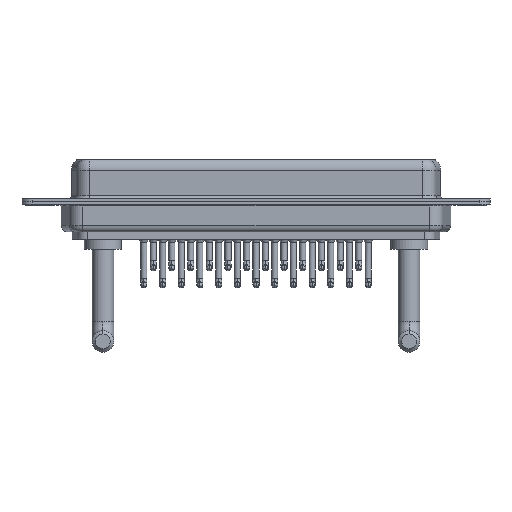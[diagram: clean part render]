
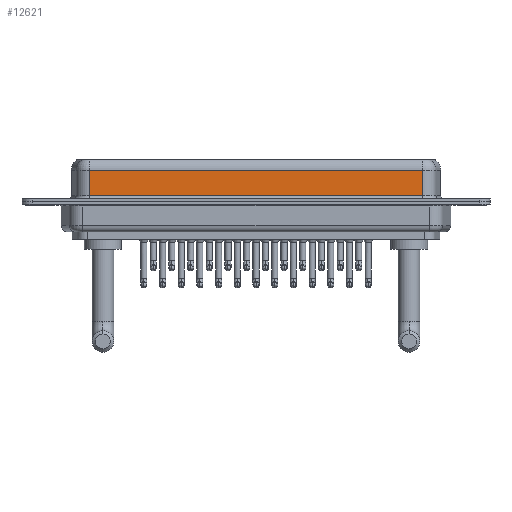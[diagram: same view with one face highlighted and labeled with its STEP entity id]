
A CAD part, front view. The second image highlights one B-rep face of the part: STEP entity #12621.
In plain terms, the highlighted planar face has unit normal (0, -1, 0).
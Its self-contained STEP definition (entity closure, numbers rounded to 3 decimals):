
#436 = EDGE_LOOP ( 'NONE', ( #21954, #13544, #18112, #9880 ) ) ;
#521 = DIRECTION ( 'NONE',  ( 0., 0., -1. ) ) ;
#1581 = DIRECTION ( 'NONE',  ( -1., 0., 0. ) ) ;
#2658 = DIRECTION ( 'NONE',  ( 0., 0., -1. ) ) ;
#3682 = VECTOR ( 'NONE', #2658, 1000. ) ;
#4257 = CARTESIAN_POINT ( 'NONE',  ( 56.462, -3.95, 0.9 ) ) ;
#4486 = EDGE_CURVE ( 'NONE', #22627, #14961, #20721, .T. ) ;
#4528 = CARTESIAN_POINT ( 'NONE',  ( 7.038, -3.95, 6.4 ) ) ;
#5275 = VECTOR ( 'NONE', #11286, 1000. ) ;
#5669 = LINE ( 'NONE', #20106, #11005 ) ;
#7375 = DIRECTION ( 'NONE',  ( 0., 1., 0. ) ) ;
#7653 = VERTEX_POINT ( 'NONE', #4257 ) ;
#7720 = CARTESIAN_POINT ( 'NONE',  ( 56.462, -3.95, 6.4 ) ) ;
#8946 = EDGE_CURVE ( 'NONE', #14961, #7653, #9431, .T. ) ;
#9431 = LINE ( 'NONE', #16971, #5275 ) ;
#9880 = ORIENTED_EDGE ( 'NONE', *, *, #8946, .T. ) ;
#11005 = VECTOR ( 'NONE', #521, 1000. ) ;
#11286 = DIRECTION ( 'NONE',  ( 1., 0., 0. ) ) ;
#11660 = CARTESIAN_POINT ( 'NONE',  ( 7.038, -3.95, 4.65 ) ) ;
#11903 = EDGE_CURVE ( 'NONE', #21627, #7653, #5669, .T. ) ;
#12213 = LINE ( 'NONE', #13832, #18341 ) ;
#12621 = ADVANCED_FACE ( 'NONE', ( #19942 ), #13071, .F. ) ;
#12851 = DIRECTION ( 'NONE',  ( 0., 0., 1. ) ) ;
#13071 = PLANE ( 'NONE',  #14761 ) ;
#13544 = ORIENTED_EDGE ( 'NONE', *, *, #20728, .T. ) ;
#13832 = CARTESIAN_POINT ( 'NONE',  ( 56.462, -3.95, 4.65 ) ) ;
#14761 = AXIS2_PLACEMENT_3D ( 'NONE', #7720, #7375, #12851 ) ;
#14961 = VERTEX_POINT ( 'NONE', #21641 ) ;
#16971 = CARTESIAN_POINT ( 'NONE',  ( 56.462, -3.95, 0.9 ) ) ;
#18112 = ORIENTED_EDGE ( 'NONE', *, *, #4486, .T. ) ;
#18341 = VECTOR ( 'NONE', #1581, 1000. ) ;
#19942 = FACE_OUTER_BOUND ( 'NONE', #436, .T. ) ;
#20106 = CARTESIAN_POINT ( 'NONE',  ( 56.462, -3.95, 6.4 ) ) ;
#20721 = LINE ( 'NONE', #4528, #3682 ) ;
#20728 = EDGE_CURVE ( 'NONE', #21627, #22627, #12213, .T. ) ;
#21627 = VERTEX_POINT ( 'NONE', #22908 ) ;
#21641 = CARTESIAN_POINT ( 'NONE',  ( 7.038, -3.95, 0.9 ) ) ;
#21954 = ORIENTED_EDGE ( 'NONE', *, *, #11903, .F. ) ;
#22627 = VERTEX_POINT ( 'NONE', #11660 ) ;
#22908 = CARTESIAN_POINT ( 'NONE',  ( 56.462, -3.95, 4.65 ) ) ;
